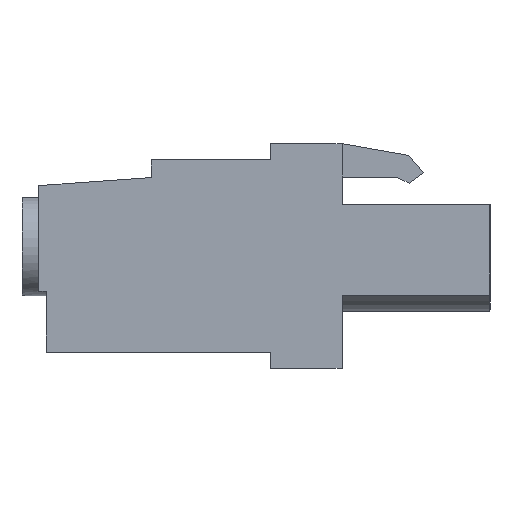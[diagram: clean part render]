
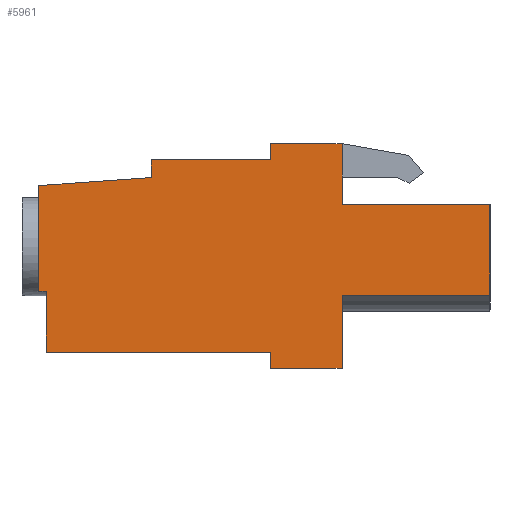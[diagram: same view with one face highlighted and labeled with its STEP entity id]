
A CAD part, left-side view. The second image highlights one B-rep face of the part: STEP entity #5961.
In plain terms, the highlighted planar face has unit normal (-1, 0, 0).
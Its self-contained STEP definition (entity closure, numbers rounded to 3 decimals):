
#34 = VERTEX_POINT ( 'NONE', #5176 ) ;
#127 = ORIENTED_EDGE ( 'NONE', *, *, #6579, .F. ) ;
#131 = VECTOR ( 'NONE', #164, 1000. ) ;
#164 = DIRECTION ( 'NONE',  ( 0., 0., 1. ) ) ;
#214 = CARTESIAN_POINT ( 'NONE',  ( 0., 0., 0. ) ) ;
#289 = ORIENTED_EDGE ( 'NONE', *, *, #1112, .F. ) ;
#330 = LINE ( 'NONE', #6794, #6736 ) ;
#501 = ORIENTED_EDGE ( 'NONE', *, *, #849, .F. ) ;
#593 = LINE ( 'NONE', #2736, #4790 ) ;
#626 = FACE_OUTER_BOUND ( 'NONE', #6321, .T. ) ;
#728 = ORIENTED_EDGE ( 'NONE', *, *, #1153, .F. ) ;
#840 = CARTESIAN_POINT ( 'NONE',  ( 0., 8.3, 3.4 ) ) ;
#849 = EDGE_CURVE ( 'NONE', #34, #3712, #6381, .T. ) ;
#853 = VERTEX_POINT ( 'NONE', #2914 ) ;
#868 = LINE ( 'NONE', #1540, #7027 ) ;
#959 = VERTEX_POINT ( 'NONE', #4488 ) ;
#962 = DIRECTION ( 'NONE',  ( 0., 0., 1. ) ) ;
#1002 = CARTESIAN_POINT ( 'NONE',  ( 0., 19., 2.5 ) ) ;
#1107 = VERTEX_POINT ( 'NONE', #214 ) ;
#1112 = EDGE_CURVE ( 'NONE', #6117, #4711, #3593, .T. ) ;
#1149 = AXIS2_PLACEMENT_3D ( 'NONE', #5613, #2083, #6223 ) ;
#1153 = EDGE_CURVE ( 'NONE', #959, #853, #6185, .T. ) ;
#1290 = DIRECTION ( 'NONE',  ( 0., 1., 0. ) ) ;
#1448 = LINE ( 'NONE', #3876, #7582 ) ;
#1464 = VECTOR ( 'NONE', #2020, 1000. ) ;
#1540 = CARTESIAN_POINT ( 'NONE',  ( 0., 12.3, -9.2 ) ) ;
#1544 = LINE ( 'NONE', #2812, #6080 ) ;
#1545 = VERTEX_POINT ( 'NONE', #7279 ) ;
#1643 = VECTOR ( 'NONE', #4583, 1000. ) ;
#1644 = ORIENTED_EDGE ( 'NONE', *, *, #7675, .F. ) ;
#1648 = CARTESIAN_POINT ( 'NONE',  ( 0., 8.3, 0. ) ) ;
#1837 = ORIENTED_EDGE ( 'NONE', *, *, #2795, .F. ) ;
#1971 = ORIENTED_EDGE ( 'NONE', *, *, #2585, .F. ) ;
#1972 = EDGE_CURVE ( 'NONE', #3712, #3261, #1544, .T. ) ;
#2020 = DIRECTION ( 'NONE',  ( 0., 0., -1. ) ) ;
#2057 = PLANE ( 'NONE',  #1149 ) ;
#2083 = DIRECTION ( 'NONE',  ( 1., 0., 0. ) ) ;
#2166 = ORIENTED_EDGE ( 'NONE', *, *, #7125, .F. ) ;
#2191 = CARTESIAN_POINT ( 'NONE',  ( 0., 8.3, 0. ) ) ;
#2269 = CARTESIAN_POINT ( 'NONE',  ( 0., 8.3, -5.1 ) ) ;
#2585 = EDGE_CURVE ( 'NONE', #3261, #6117, #593, .T. ) ;
#2736 = CARTESIAN_POINT ( 'NONE',  ( 0., 24.9, -4.88 ) ) ;
#2785 = CARTESIAN_POINT ( 'NONE',  ( 0., 25.3, -4.88 ) ) ;
#2795 = EDGE_CURVE ( 'NONE', #7117, #4818, #3903, .T. ) ;
#2805 = VERTEX_POINT ( 'NONE', #2191 ) ;
#2812 = CARTESIAN_POINT ( 'NONE',  ( 0., 24.9, -8.3 ) ) ;
#2869 = DIRECTION ( 'NONE',  ( 0., -1., 0. ) ) ;
#2874 = VECTOR ( 'NONE', #5744, 1000. ) ;
#2892 = DIRECTION ( 'NONE',  ( 0., 0., -1. ) ) ;
#2914 = CARTESIAN_POINT ( 'NONE',  ( 0., 8.3, -9.2 ) ) ;
#3034 = ORIENTED_EDGE ( 'NONE', *, *, #7438, .F. ) ;
#3099 = CARTESIAN_POINT ( 'NONE',  ( 0., 12.3, 2.5 ) ) ;
#3133 = VECTOR ( 'NONE', #1290, 1000. ) ;
#3203 = VECTOR ( 'NONE', #2892, 1000. ) ;
#3220 = LINE ( 'NONE', #7234, #4758 ) ;
#3225 = ORIENTED_EDGE ( 'NONE', *, *, #7657, .F. ) ;
#3261 = VERTEX_POINT ( 'NONE', #4386 ) ;
#3292 = CARTESIAN_POINT ( 'NONE',  ( 0., 25.3, -4.88 ) ) ;
#3347 = CARTESIAN_POINT ( 'NONE',  ( 0., 0., -5.1 ) ) ;
#3362 = DIRECTION ( 'NONE',  ( 0., 0., 1. ) ) ;
#3386 = VERTEX_POINT ( 'NONE', #3347 ) ;
#3389 = LINE ( 'NONE', #4645, #3203 ) ;
#3407 = ORIENTED_EDGE ( 'NONE', *, *, #7066, .F. ) ;
#3544 = ORIENTED_EDGE ( 'NONE', *, *, #1972, .F. ) ;
#3569 = VECTOR ( 'NONE', #2869, 1000. ) ;
#3593 = LINE ( 'NONE', #6392, #131 ) ;
#3604 = VERTEX_POINT ( 'NONE', #5850 ) ;
#3627 = VERTEX_POINT ( 'NONE', #4172 ) ;
#3635 = CARTESIAN_POINT ( 'NONE',  ( 0., 12.3, 3.4 ) ) ;
#3646 = CARTESIAN_POINT ( 'NONE',  ( 0., 24.9, -8.3 ) ) ;
#3712 = VERTEX_POINT ( 'NONE', #3646 ) ;
#3876 = CARTESIAN_POINT ( 'NONE',  ( 0., 19., 1.5 ) ) ;
#3903 = LINE ( 'NONE', #1002, #2874 ) ;
#3979 = LINE ( 'NONE', #3292, #7142 ) ;
#4054 = CARTESIAN_POINT ( 'NONE',  ( 0., 12.3, -8.3 ) ) ;
#4085 = DIRECTION ( 'NONE',  ( 0., 1., 0. ) ) ;
#4172 = CARTESIAN_POINT ( 'NONE',  ( 0., 12.3, -9.2 ) ) ;
#4256 = DIRECTION ( 'NONE',  ( 0., 1., 0. ) ) ;
#4308 = EDGE_CURVE ( 'NONE', #853, #3627, #3220, .T. ) ;
#4386 = CARTESIAN_POINT ( 'NONE',  ( 0., 24.9, -4.88 ) ) ;
#4461 = DIRECTION ( 'NONE',  ( 0., 0., 1. ) ) ;
#4488 = CARTESIAN_POINT ( 'NONE',  ( 0., 8.3, -5.1 ) ) ;
#4583 = DIRECTION ( 'NONE',  ( 0., 0., 1. ) ) ;
#4593 = ORIENTED_EDGE ( 'NONE', *, *, #7390, .F. ) ;
#4645 = CARTESIAN_POINT ( 'NONE',  ( 0., 0., 0. ) ) ;
#4655 = VECTOR ( 'NONE', #4847, 1000. ) ;
#4711 = VERTEX_POINT ( 'NONE', #7165 ) ;
#4758 = VECTOR ( 'NONE', #4256, 1000. ) ;
#4778 = VECTOR ( 'NONE', #4085, 1000. ) ;
#4790 = VECTOR ( 'NONE', #6305, 1000. ) ;
#4818 = VERTEX_POINT ( 'NONE', #3099 ) ;
#4841 = LINE ( 'NONE', #6638, #7848 ) ;
#4847 = DIRECTION ( 'NONE',  ( 0., 0., -1. ) ) ;
#4964 = ORIENTED_EDGE ( 'NONE', *, *, #6994, .F. ) ;
#5073 = LINE ( 'NONE', #5394, #3133 ) ;
#5176 = CARTESIAN_POINT ( 'NONE',  ( 0., 12.3, -8.3 ) ) ;
#5304 = ORIENTED_EDGE ( 'NONE', *, *, #4308, .F. ) ;
#5394 = CARTESIAN_POINT ( 'NONE',  ( 0., 0., -5.1 ) ) ;
#5613 = CARTESIAN_POINT ( 'NONE',  ( 0., 0., 0. ) ) ;
#5744 = DIRECTION ( 'NONE',  ( 0., -1., 0. ) ) ;
#5850 = CARTESIAN_POINT ( 'NONE',  ( 0., 25.3, 1.05 ) ) ;
#5961 = ADVANCED_FACE ( 'NONE', ( #626 ), #2057, .F. ) ;
#5998 = ORIENTED_EDGE ( 'NONE', *, *, #6339, .F. ) ;
#6015 = EDGE_CURVE ( 'NONE', #4711, #3604, #3979, .T. ) ;
#6080 = VECTOR ( 'NONE', #962, 1000. ) ;
#6117 = VERTEX_POINT ( 'NONE', #2785 ) ;
#6185 = LINE ( 'NONE', #2269, #1464 ) ;
#6223 = DIRECTION ( 'NONE',  ( 0., 0., -1. ) ) ;
#6258 = LINE ( 'NONE', #7845, #4655 ) ;
#6305 = DIRECTION ( 'NONE',  ( 0., 1., 0. ) ) ;
#6321 = EDGE_LOOP ( 'NONE', ( #6504, #289, #1971, #3544, #501, #2166, #5304, #728, #5998, #3034, #4593, #1644, #3225, #127, #1837, #3407, #4964 ) ) ;
#6339 = EDGE_CURVE ( 'NONE', #3386, #959, #5073, .T. ) ;
#6370 = LINE ( 'NONE', #6988, #1643 ) ;
#6381 = LINE ( 'NONE', #4054, #4778 ) ;
#6392 = CARTESIAN_POINT ( 'NONE',  ( 0., 25.3, -4.88 ) ) ;
#6504 = ORIENTED_EDGE ( 'NONE', *, *, #6015, .F. ) ;
#6579 = EDGE_CURVE ( 'NONE', #4818, #6802, #6370, .T. ) ;
#6638 = CARTESIAN_POINT ( 'NONE',  ( 0., 12.3, 3.4 ) ) ;
#6727 = LINE ( 'NONE', #1648, #3569 ) ;
#6736 = VECTOR ( 'NONE', #7389, 1000. ) ;
#6794 = CARTESIAN_POINT ( 'NONE',  ( 0., 25.3, 1.05 ) ) ;
#6802 = VERTEX_POINT ( 'NONE', #3635 ) ;
#6988 = CARTESIAN_POINT ( 'NONE',  ( 0., 12.3, 2.5 ) ) ;
#6994 = EDGE_CURVE ( 'NONE', #3604, #1545, #330, .T. ) ;
#6997 = VERTEX_POINT ( 'NONE', #840 ) ;
#7027 = VECTOR ( 'NONE', #3362, 1000. ) ;
#7066 = EDGE_CURVE ( 'NONE', #1545, #7117, #1448, .T. ) ;
#7117 = VERTEX_POINT ( 'NONE', #7491 ) ;
#7125 = EDGE_CURVE ( 'NONE', #3627, #34, #868, .T. ) ;
#7142 = VECTOR ( 'NONE', #7468, 1000. ) ;
#7165 = CARTESIAN_POINT ( 'NONE',  ( 0., 25.3, -2.38 ) ) ;
#7234 = CARTESIAN_POINT ( 'NONE',  ( 0., 8.3, -9.2 ) ) ;
#7260 = DIRECTION ( 'NONE',  ( 0., -1., 0. ) ) ;
#7279 = CARTESIAN_POINT ( 'NONE',  ( 0., 19., 1.5 ) ) ;
#7389 = DIRECTION ( 'NONE',  ( 0., -0.997, 0.071 ) ) ;
#7390 = EDGE_CURVE ( 'NONE', #2805, #1107, #6727, .T. ) ;
#7438 = EDGE_CURVE ( 'NONE', #1107, #3386, #3389, .T. ) ;
#7468 = DIRECTION ( 'NONE',  ( 0., 0., 1. ) ) ;
#7491 = CARTESIAN_POINT ( 'NONE',  ( 0., 19., 2.5 ) ) ;
#7582 = VECTOR ( 'NONE', #4461, 1000. ) ;
#7657 = EDGE_CURVE ( 'NONE', #6802, #6997, #4841, .T. ) ;
#7675 = EDGE_CURVE ( 'NONE', #6997, #2805, #6258, .T. ) ;
#7845 = CARTESIAN_POINT ( 'NONE',  ( 0., 8.3, 1.53 ) ) ;
#7848 = VECTOR ( 'NONE', #7260, 1000. ) ;
